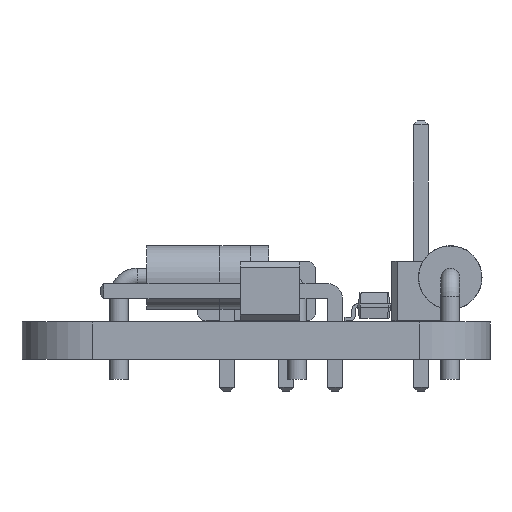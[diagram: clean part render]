
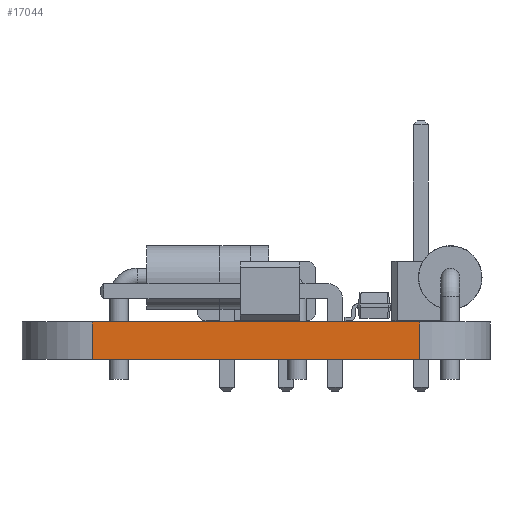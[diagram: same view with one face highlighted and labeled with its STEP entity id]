
A CAD part, left-side view. The second image highlights one B-rep face of the part: STEP entity #17044.
In plain terms, the highlighted planar face has unit normal (-1, 0, 0).
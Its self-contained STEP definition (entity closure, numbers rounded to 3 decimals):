
#14718 = PLANE('',#14719);
#14719 = AXIS2_PLACEMENT_3D('',#14720,#14721,#14722);
#14720 = CARTESIAN_POINT('',(146.,-40.,1.6));
#14721 = DIRECTION('',(0.,0.,-1.));
#14722 = DIRECTION('',(-1.,0.,0.));
#14746 = CYLINDRICAL_SURFACE('',#14747,3.);
#14747 = AXIS2_PLACEMENT_3D('',#14748,#14749,#14750);
#14748 = CARTESIAN_POINT('',(126.,-47.,0.));
#14749 = DIRECTION('',(0.,0.,-1.));
#14750 = DIRECTION('',(1.,0.,0.));
#14772 = PLANE('',#14773);
#14773 = AXIS2_PLACEMENT_3D('',#14774,#14775,#14776);
#14774 = CARTESIAN_POINT('',(146.,-40.,0.));
#14775 = DIRECTION('',(0.,0.,-1.));
#14776 = DIRECTION('',(-1.,0.,0.));
#14873 = EDGE_CURVE('',#14874,#14876,#14878,.T.);
#14874 = VERTEX_POINT('',#14875);
#14875 = CARTESIAN_POINT('',(123.,-47.,0.));
#14876 = VERTEX_POINT('',#14877);
#14877 = CARTESIAN_POINT('',(123.,-47.,1.6));
#14878 = SURFACE_CURVE('',#14879,(#14883,#14890),.PCURVE_S1.);
#14879 = LINE('',#14880,#14881);
#14880 = CARTESIAN_POINT('',(123.,-47.,0.));
#14881 = VECTOR('',#14882,1.);
#14882 = DIRECTION('',(0.,0.,1.));
#14883 = PCURVE('',#14746,#14884);
#14884 = DEFINITIONAL_REPRESENTATION('',(#14885),#14889);
#14885 = LINE('',#14886,#14887);
#14886 = CARTESIAN_POINT('',(-3.142,0.));
#14887 = VECTOR('',#14888,1.);
#14888 = DIRECTION('',(0.,-1.));
#14889 = ( GEOMETRIC_REPRESENTATION_CONTEXT(2) 
PARAMETRIC_REPRESENTATION_CONTEXT() REPRESENTATION_CONTEXT('2D SPACE',''
  ) );
#14890 = PCURVE('',#14891,#14896);
#14891 = PLANE('',#14892);
#14892 = AXIS2_PLACEMENT_3D('',#14893,#14894,#14895);
#14893 = CARTESIAN_POINT('',(123.,-47.,0.));
#14894 = DIRECTION('',(-1.,0.,0.));
#14895 = DIRECTION('',(0.,1.,0.));
#14896 = DEFINITIONAL_REPRESENTATION('',(#14897),#14901);
#14897 = LINE('',#14898,#14899);
#14898 = CARTESIAN_POINT('',(0.,0.));
#14899 = VECTOR('',#14900,1.);
#14900 = DIRECTION('',(0.,-1.));
#14901 = ( GEOMETRIC_REPRESENTATION_CONTEXT(2) 
PARAMETRIC_REPRESENTATION_CONTEXT() REPRESENTATION_CONTEXT('2D SPACE',''
  ) );
#14961 = EDGE_CURVE('',#14874,#14962,#14964,.T.);
#14962 = VERTEX_POINT('',#14963);
#14963 = CARTESIAN_POINT('',(123.,-33.,0.));
#14964 = SURFACE_CURVE('',#14965,(#14969,#14976),.PCURVE_S1.);
#14965 = LINE('',#14966,#14967);
#14966 = CARTESIAN_POINT('',(123.,-47.,0.));
#14967 = VECTOR('',#14968,1.);
#14968 = DIRECTION('',(0.,1.,0.));
#14969 = PCURVE('',#14772,#14970);
#14970 = DEFINITIONAL_REPRESENTATION('',(#14971),#14975);
#14971 = LINE('',#14972,#14973);
#14972 = CARTESIAN_POINT('',(23.,-7.));
#14973 = VECTOR('',#14974,1.);
#14974 = DIRECTION('',(0.,1.));
#14975 = ( GEOMETRIC_REPRESENTATION_CONTEXT(2) 
PARAMETRIC_REPRESENTATION_CONTEXT() REPRESENTATION_CONTEXT('2D SPACE',''
  ) );
#14976 = PCURVE('',#14891,#14977);
#14977 = DEFINITIONAL_REPRESENTATION('',(#14978),#14982);
#14978 = LINE('',#14979,#14980);
#14979 = CARTESIAN_POINT('',(0.,0.));
#14980 = VECTOR('',#14981,1.);
#14981 = DIRECTION('',(1.,0.));
#14982 = ( GEOMETRIC_REPRESENTATION_CONTEXT(2) 
PARAMETRIC_REPRESENTATION_CONTEXT() REPRESENTATION_CONTEXT('2D SPACE',''
  ) );
#15005 = CYLINDRICAL_SURFACE('',#15006,3.);
#15006 = AXIS2_PLACEMENT_3D('',#15007,#15008,#15009);
#15007 = CARTESIAN_POINT('',(126.,-33.,0.));
#15008 = DIRECTION('',(0.,0.,-1.));
#15009 = DIRECTION('',(1.,0.,0.));
#16072 = EDGE_CURVE('',#14876,#16073,#16075,.T.);
#16073 = VERTEX_POINT('',#16074);
#16074 = CARTESIAN_POINT('',(123.,-33.,1.6));
#16075 = SURFACE_CURVE('',#16076,(#16080,#16087),.PCURVE_S1.);
#16076 = LINE('',#16077,#16078);
#16077 = CARTESIAN_POINT('',(123.,-47.,1.6));
#16078 = VECTOR('',#16079,1.);
#16079 = DIRECTION('',(0.,1.,0.));
#16080 = PCURVE('',#14718,#16081);
#16081 = DEFINITIONAL_REPRESENTATION('',(#16082),#16086);
#16082 = LINE('',#16083,#16084);
#16083 = CARTESIAN_POINT('',(23.,-7.));
#16084 = VECTOR('',#16085,1.);
#16085 = DIRECTION('',(0.,1.));
#16086 = ( GEOMETRIC_REPRESENTATION_CONTEXT(2) 
PARAMETRIC_REPRESENTATION_CONTEXT() REPRESENTATION_CONTEXT('2D SPACE',''
  ) );
#16087 = PCURVE('',#14891,#16088);
#16088 = DEFINITIONAL_REPRESENTATION('',(#16089),#16093);
#16089 = LINE('',#16090,#16091);
#16090 = CARTESIAN_POINT('',(0.,-1.6));
#16091 = VECTOR('',#16092,1.);
#16092 = DIRECTION('',(1.,0.));
#16093 = ( GEOMETRIC_REPRESENTATION_CONTEXT(2) 
PARAMETRIC_REPRESENTATION_CONTEXT() REPRESENTATION_CONTEXT('2D SPACE',''
  ) );
#17044 = ADVANCED_FACE('',(#17045),#14891,.T.);
#17045 = FACE_BOUND('',#17046,.T.);
#17046 = EDGE_LOOP('',(#17047,#17048,#17049,#17070));
#17047 = ORIENTED_EDGE('',*,*,#14873,.T.);
#17048 = ORIENTED_EDGE('',*,*,#16072,.T.);
#17049 = ORIENTED_EDGE('',*,*,#17050,.F.);
#17050 = EDGE_CURVE('',#14962,#16073,#17051,.T.);
#17051 = SURFACE_CURVE('',#17052,(#17056,#17063),.PCURVE_S1.);
#17052 = LINE('',#17053,#17054);
#17053 = CARTESIAN_POINT('',(123.,-33.,0.));
#17054 = VECTOR('',#17055,1.);
#17055 = DIRECTION('',(0.,0.,1.));
#17056 = PCURVE('',#14891,#17057);
#17057 = DEFINITIONAL_REPRESENTATION('',(#17058),#17062);
#17058 = LINE('',#17059,#17060);
#17059 = CARTESIAN_POINT('',(14.,0.));
#17060 = VECTOR('',#17061,1.);
#17061 = DIRECTION('',(0.,-1.));
#17062 = ( GEOMETRIC_REPRESENTATION_CONTEXT(2) 
PARAMETRIC_REPRESENTATION_CONTEXT() REPRESENTATION_CONTEXT('2D SPACE',''
  ) );
#17063 = PCURVE('',#15005,#17064);
#17064 = DEFINITIONAL_REPRESENTATION('',(#17065),#17069);
#17065 = LINE('',#17066,#17067);
#17066 = CARTESIAN_POINT('',(-3.142,0.));
#17067 = VECTOR('',#17068,1.);
#17068 = DIRECTION('',(0.,-1.));
#17069 = ( GEOMETRIC_REPRESENTATION_CONTEXT(2) 
PARAMETRIC_REPRESENTATION_CONTEXT() REPRESENTATION_CONTEXT('2D SPACE',''
  ) );
#17070 = ORIENTED_EDGE('',*,*,#14961,.F.);
